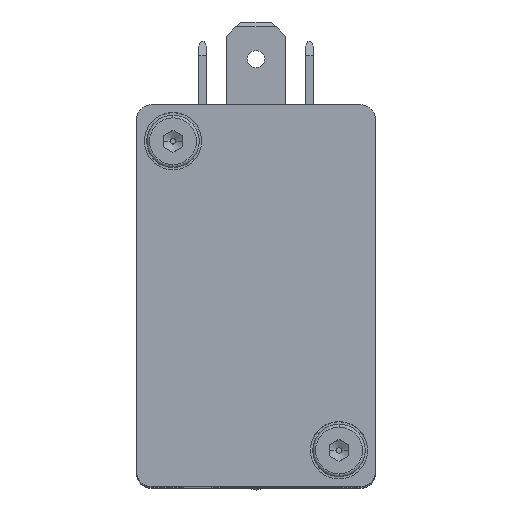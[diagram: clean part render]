
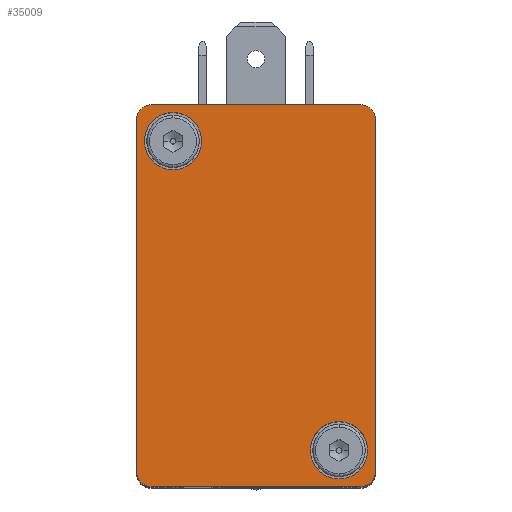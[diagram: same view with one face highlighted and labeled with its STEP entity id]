
A CAD part, top view. The second image highlights one B-rep face of the part: STEP entity #35009.
In plain terms, the highlighted face is planar.
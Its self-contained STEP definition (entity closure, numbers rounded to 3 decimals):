
#28937=CARTESIAN_POINT('',(7.2,14.75,15.2));
#28938=VERTEX_POINT('',#28937);
#28954=CARTESIAN_POINT('',(7.2,14.75,9.2));
#28955=VERTEX_POINT('',#28954);
#28962=CARTESIAN_POINT('',(7.2,14.75,12.2));
#28963=DIRECTION('',(0.0,-1.0,0.0));
#28964=DIRECTION('',(0.0,0.0,1.0));
#28965=AXIS2_PLACEMENT_3D('',#28962,#28963,#28964);
#28966=CIRCLE('',#28965,3.0);
#28967=EDGE_CURVE('',#28938,#28955,#28966,.T.);
#28979=CARTESIAN_POINT('',(-10.2,14.75,-17.2));
#28980=VERTEX_POINT('',#28979);
#28996=CARTESIAN_POINT('',(-10.2,14.75,-23.2));
#28997=VERTEX_POINT('',#28996);
#29004=CARTESIAN_POINT('',(-10.2,14.75,-20.2));
#29005=DIRECTION('',(0.0,-1.0,0.0));
#29006=DIRECTION('',(0.0,0.0,1.0));
#29007=AXIS2_PLACEMENT_3D('',#29004,#29005,#29006);
#29008=CIRCLE('',#29007,3.0);
#29009=EDGE_CURVE('',#28980,#28997,#29008,.T.);
#29021=CARTESIAN_POINT('',(-13.561,14.75,15.561));
#29022=VERTEX_POINT('',#29021);
#29038=CARTESIAN_POINT('',(-12.5,14.75,16.));
#29039=VERTEX_POINT('',#29038);
#29046=CARTESIAN_POINT('',(-12.5,14.75,14.5));
#29047=DIRECTION('',(0.0,-1.,0.0));
#29048=DIRECTION('',(-0.707,0.0,0.707));
#29049=AXIS2_PLACEMENT_3D('',#29046,#29047,#29048);
#29050=CIRCLE('',#29049,1.5);
#29051=EDGE_CURVE('',#29039,#29022,#29050,.T.);
#29063=CARTESIAN_POINT('',(-13.561,14.75,-23.561));
#29064=VERTEX_POINT('',#29063);
#29080=CARTESIAN_POINT('',(-14.0,14.75,-22.5));
#29081=VERTEX_POINT('',#29080);
#29088=CARTESIAN_POINT('',(-12.5,14.75,-22.5));
#29089=DIRECTION('',(0.0,-1.,0.0));
#29090=DIRECTION('',(-0.707,0.0,-0.707));
#29091=AXIS2_PLACEMENT_3D('',#29088,#29089,#29090);
#29092=CIRCLE('',#29091,1.5);
#29093=EDGE_CURVE('',#29081,#29064,#29092,.T.);
#29105=CARTESIAN_POINT('',(10.561,14.75,-23.561));
#29106=VERTEX_POINT('',#29105);
#29122=CARTESIAN_POINT('',(9.5,14.75,-24.0));
#29123=VERTEX_POINT('',#29122);
#29130=CARTESIAN_POINT('',(9.5,14.75,-22.5));
#29131=DIRECTION('',(0.0,-1.,0.0));
#29132=DIRECTION('',(0.707,0.0,-0.707));
#29133=AXIS2_PLACEMENT_3D('',#29130,#29131,#29132);
#29134=CIRCLE('',#29133,1.5);
#29135=EDGE_CURVE('',#29123,#29106,#29134,.T.);
#29147=CARTESIAN_POINT('',(10.561,14.75,15.561));
#29148=VERTEX_POINT('',#29147);
#29164=CARTESIAN_POINT('',(11.0,14.75,14.5));
#29165=VERTEX_POINT('',#29164);
#29172=CARTESIAN_POINT('',(9.5,14.75,14.5));
#29173=DIRECTION('',(0.0,-1.,0.0));
#29174=DIRECTION('',(0.707,0.0,0.707));
#29175=AXIS2_PLACEMENT_3D('',#29172,#29173,#29174);
#29176=CIRCLE('',#29175,1.5);
#29177=EDGE_CURVE('',#29165,#29148,#29176,.T.);
#34876=CARTESIAN_POINT('',(9.5,14.75,16.));
#34877=VERTEX_POINT('',#34876);
#34878=CARTESIAN_POINT('',(9.5,14.75,14.5));
#34879=DIRECTION('',(0.0,-1.,0.0));
#34880=DIRECTION('',(0.707,0.0,0.707));
#34881=AXIS2_PLACEMENT_3D('',#34878,#34879,#34880);
#34882=CIRCLE('',#34881,1.5);
#34883=EDGE_CURVE('',#29148,#34877,#34882,.T.);
#34909=CARTESIAN_POINT('',(9.5,14.75,16.));
#34910=DIRECTION('',(-1.0,0.0,0.0));
#34911=VECTOR('',#34910,22.0);
#34912=LINE('',#34909,#34911);
#34913=EDGE_CURVE('',#34877,#29039,#34912,.T.);
#34931=CARTESIAN_POINT('',(0.,14.75,0.));
#34932=DIRECTION('',(0.0,1.0,0.0));
#34933=DIRECTION('',(0.0,0.0,1.0));
#34934=AXIS2_PLACEMENT_3D('',#34931,#34932,#34933);
#34935=PLANE('',#34934);
#34936=ORIENTED_EDGE('',*,*,#29177,.F.);
#34937=CARTESIAN_POINT('',(11.0,14.75,-22.5));
#34938=VERTEX_POINT('',#34937);
#34939=CARTESIAN_POINT('',(11.0,14.75,-22.5));
#34940=DIRECTION('',(0.0,0.0,1.0));
#34941=VECTOR('',#34940,37.0);
#34942=LINE('',#34939,#34941);
#34943=EDGE_CURVE('',#34938,#29165,#34942,.T.);
#34944=ORIENTED_EDGE('',*,*,#34943,.F.);
#34945=CARTESIAN_POINT('',(9.5,14.75,-22.5));
#34946=DIRECTION('',(0.0,-1.,0.0));
#34947=DIRECTION('',(0.707,0.0,-0.707));
#34948=AXIS2_PLACEMENT_3D('',#34945,#34946,#34947);
#34949=CIRCLE('',#34948,1.5);
#34950=EDGE_CURVE('',#29106,#34938,#34949,.T.);
#34951=ORIENTED_EDGE('',*,*,#34950,.F.);
#34952=ORIENTED_EDGE('',*,*,#29135,.F.);
#34953=CARTESIAN_POINT('',(-12.5,14.75,-24.0));
#34954=VERTEX_POINT('',#34953);
#34955=CARTESIAN_POINT('',(-12.5,14.75,-24.0));
#34956=DIRECTION('',(1.0,0.0,0.0));
#34957=VECTOR('',#34956,22.0);
#34958=LINE('',#34955,#34957);
#34959=EDGE_CURVE('',#34954,#29123,#34958,.T.);
#34960=ORIENTED_EDGE('',*,*,#34959,.F.);
#34961=CARTESIAN_POINT('',(-12.5,14.75,-22.5));
#34962=DIRECTION('',(0.0,-1.,0.0));
#34963=DIRECTION('',(-0.707,0.0,-0.707));
#34964=AXIS2_PLACEMENT_3D('',#34961,#34962,#34963);
#34965=CIRCLE('',#34964,1.5);
#34966=EDGE_CURVE('',#29064,#34954,#34965,.T.);
#34967=ORIENTED_EDGE('',*,*,#34966,.F.);
#34968=ORIENTED_EDGE('',*,*,#29093,.F.);
#34969=CARTESIAN_POINT('',(-14.0,14.75,14.5));
#34970=VERTEX_POINT('',#34969);
#34971=CARTESIAN_POINT('',(-14.0,14.75,14.5));
#34972=DIRECTION('',(0.0,0.0,-1.0));
#34973=VECTOR('',#34972,37.0);
#34974=LINE('',#34971,#34973);
#34975=EDGE_CURVE('',#34970,#29081,#34974,.T.);
#34976=ORIENTED_EDGE('',*,*,#34975,.F.);
#34977=CARTESIAN_POINT('',(-12.5,14.75,14.5));
#34978=DIRECTION('',(0.0,-1.,0.0));
#34979=DIRECTION('',(-0.707,0.0,0.707));
#34980=AXIS2_PLACEMENT_3D('',#34977,#34978,#34979);
#34981=CIRCLE('',#34980,1.5);
#34982=EDGE_CURVE('',#29022,#34970,#34981,.T.);
#34983=ORIENTED_EDGE('',*,*,#34982,.F.);
#34984=ORIENTED_EDGE('',*,*,#29051,.F.);
#34985=ORIENTED_EDGE('',*,*,#34913,.F.);
#34986=ORIENTED_EDGE('',*,*,#34883,.F.);
#34987=EDGE_LOOP('',(#34936,#34944,#34951,#34952,#34960,#34967,#34968,#34976,#34983,#34984,#34985,#34986));
#34988=FACE_OUTER_BOUND('',#34987,.T.);
#34989=ORIENTED_EDGE('',*,*,#29009,.T.);
#34990=CARTESIAN_POINT('',(-10.2,14.75,-20.2));
#34991=DIRECTION('',(0.0,-1.0,0.0));
#34992=DIRECTION('',(0.0,0.0,1.0));
#34993=AXIS2_PLACEMENT_3D('',#34990,#34991,#34992);
#34994=CIRCLE('',#34993,3.0);
#34995=EDGE_CURVE('',#28997,#28980,#34994,.T.);
#34996=ORIENTED_EDGE('',*,*,#34995,.T.);
#34997=EDGE_LOOP('',(#34989,#34996));
#34998=FACE_BOUND('',#34997,.T.);
#34999=ORIENTED_EDGE('',*,*,#28967,.T.);
#35000=CARTESIAN_POINT('',(7.2,14.75,12.2));
#35001=DIRECTION('',(0.0,-1.0,0.0));
#35002=DIRECTION('',(0.0,0.0,1.0));
#35003=AXIS2_PLACEMENT_3D('',#35000,#35001,#35002);
#35004=CIRCLE('',#35003,3.0);
#35005=EDGE_CURVE('',#28955,#28938,#35004,.T.);
#35006=ORIENTED_EDGE('',*,*,#35005,.T.);
#35007=EDGE_LOOP('',(#34999,#35006));
#35008=FACE_BOUND('',#35007,.T.);
#35009=ADVANCED_FACE('',(#34988,#34998,#35008),#34935,.T.);
